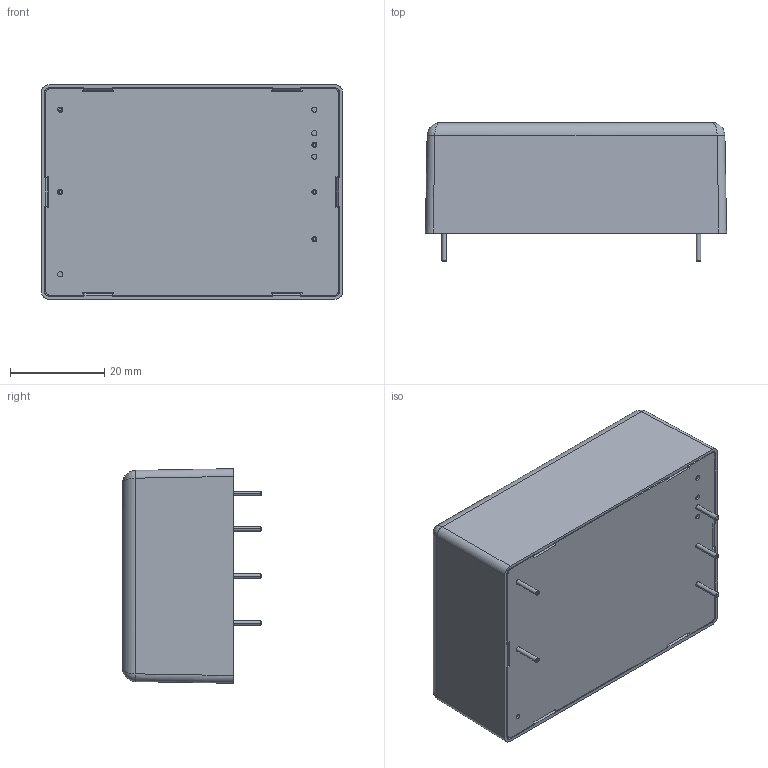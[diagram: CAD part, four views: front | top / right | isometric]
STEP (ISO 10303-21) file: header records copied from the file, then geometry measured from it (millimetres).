
FILE_DESCRIPTION (( 'STEP AP214' ), '1' );
FILE_NAME ('KMD15-1212.STEP', '2021-08-27T08:18:02', ( '' ), ( '' ), 'SwSTEP 2.0', 'SolidWorks 2017', '' );
FILE_SCHEMA (( 'AUTOMOTIVE_DESIGN' ));
Length unit declared in the file: millimetre
Products named in the file (1): KMD15-1212
Bounding box: 64 x 29.5 x 45.6 mm (x, y, z)
Volume: 11852.9 mm3; surface area: 25739.8 mm2
Topology: 7 solids, 7 shells, 242 faces, 600 edges, 370 vertices
Faces by surface type: plane 108, cylinder 72, bspline 44, cone 18
Entity records: 8445 total; most frequent: CARTESIAN_POINT 2766, ORIENTED_EDGE 1192, DIRECTION 1120, EDGE_CURVE 596, AXIS2_PLACEMENT_3D 385, VERTEX_POINT 370, VECTOR 350, LINE 350
